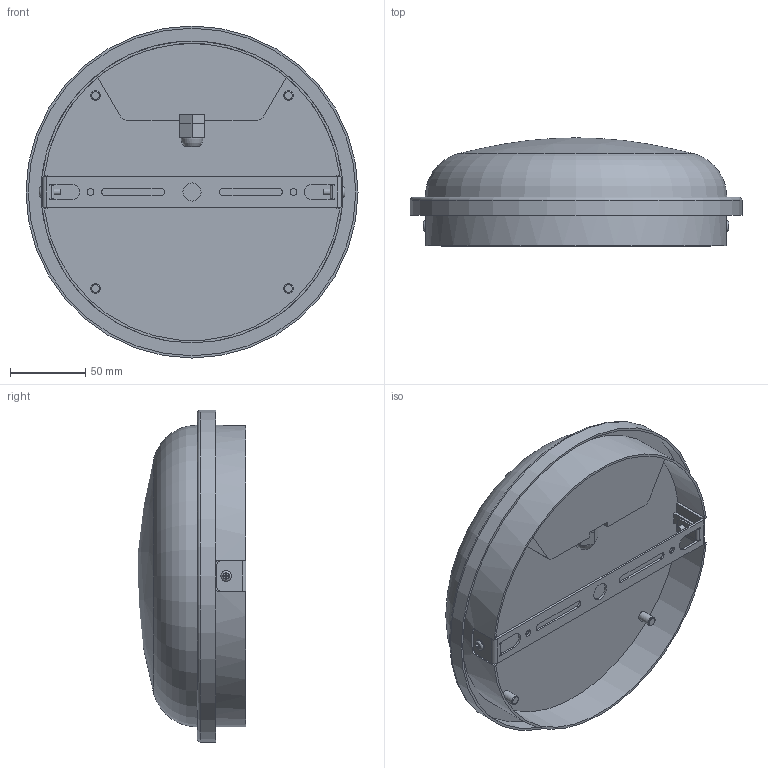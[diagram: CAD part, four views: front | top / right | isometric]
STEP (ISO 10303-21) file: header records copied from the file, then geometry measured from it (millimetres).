
FILE_DESCRIPTION (( 'STEP AP214' ), '1' );
FILE_NAME ('Ñâåòèëüíèê ñâåòîäèîäíûé ÄÏÎ-2011 20Âò 6500K IP65 (BKL-2011-R-20-6500).STEP', '2022-09-06T08:45:24', ( '' ), ( '' ), 'SwSTEP 2.0', 'SolidWorks 2021', '' );
FILE_SCHEMA (( 'AUTOMOTIVE_DESIGN' ));
Length unit declared in the file: millimetre
Products named in the file (1): Ñâåòèëüíèê ñâåòîäèîäíûé ÄÏÎ-2011 20Âò 6500K IP65 (BKL-2011-R-20-6500)
Bounding box: 220 x 71.56 x 220 mm (x, y, z)
Volume: 466057.4 mm3; surface area: 223759 mm2
Topology: 7 solids, 7 shells, 206 faces, 535 edges, 355 vertices
Faces by surface type: plane 134, cylinder 60, torus 10, sphere 2
Full cylindrical faces by diameter (mm): 3.5 x2, 3.9 x2, 4.3 x4, 4.5 x2, 6.2 x4, 7.1 x2, 8 x1, 12 x1, 196 x1, 200 x2, 200.4 x1, 217 x1, 220 x1
Entity records: 6240 total; most frequent: CARTESIAN_POINT 1169, DIRECTION 1014, ORIENTED_EDGE 980, EDGE_CURVE 490, AXIS2_PLACEMENT_3D 345, VERTEX_POINT 344, VECTOR 324, LINE 324
